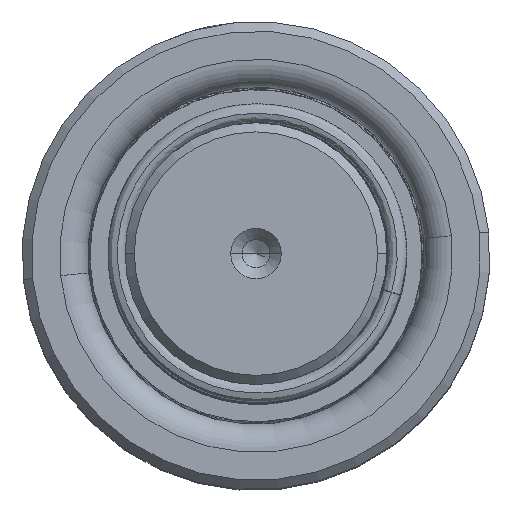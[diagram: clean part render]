
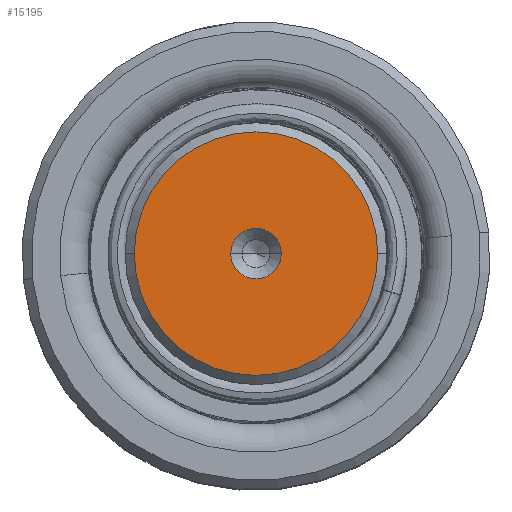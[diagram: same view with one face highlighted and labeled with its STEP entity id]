
A CAD part, top view. The second image highlights one B-rep face of the part: STEP entity #15195.
In plain terms, the highlighted planar face has unit normal (0, 0, 1).
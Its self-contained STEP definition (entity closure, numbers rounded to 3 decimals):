
#999 = FACE_BOUND ( 'NONE', #53446, .T. ) ;
#2344 = ORIENTED_EDGE ( 'NONE', *, *, #50244, .F. ) ;
#3303 = VERTEX_POINT ( 'NONE', #41919 ) ;
#4484 = CARTESIAN_POINT ( 'NONE',  ( 0., 0., 190. ) ) ;
#4989 = DIRECTION ( 'NONE',  ( 0., 0., 1. ) ) ;
#5140 = DIRECTION ( 'NONE',  ( 1., 0., 0. ) ) ;
#6584 = VERTEX_POINT ( 'NONE', #50613 ) ;
#10093 = AXIS2_PLACEMENT_3D ( 'NONE', #38852, #22159, #51206 ) ;
#10733 = EDGE_CURVE ( 'NONE', #3303, #33379, #48654, .T. ) ;
#10850 = AXIS2_PLACEMENT_3D ( 'NONE', #38390, #4989, #21694 ) ;
#11579 = DIRECTION ( 'NONE',  ( 1., 0., 0. ) ) ;
#12917 = CIRCLE ( 'NONE', #28847, 2.7 ) ;
#13649 = EDGE_CURVE ( 'NONE', #6584, #24502, #48526, .T. ) ;
#14547 = CARTESIAN_POINT ( 'NONE',  ( -2.7, 0., 190. ) ) ;
#15195 = ADVANCED_FACE ( 'NONE', ( #999, #17901 ), #46895, .T. ) ;
#16834 = DIRECTION ( 'NONE',  ( 1., 0., 0. ) ) ;
#17901 = FACE_OUTER_BOUND ( 'NONE', #47003, .T. ) ;
#20277 = DIRECTION ( 'NONE',  ( 0., 0., 1. ) ) ;
#20460 = CARTESIAN_POINT ( 'NONE',  ( 0., 0., 190. ) ) ;
#21694 = DIRECTION ( 'NONE',  ( 1., 0., 0. ) ) ;
#22159 = DIRECTION ( 'NONE',  ( 0., 0., 1. ) ) ;
#23962 = CIRCLE ( 'NONE', #10093, 13.012 ) ;
#24502 = VERTEX_POINT ( 'NONE', #14547 ) ;
#28847 = AXIS2_PLACEMENT_3D ( 'NONE', #20460, #20277, #11579 ) ;
#30039 = DIRECTION ( 'NONE',  ( 0., 0., 1. ) ) ;
#30775 = ORIENTED_EDGE ( 'NONE', *, *, #31781, .T. ) ;
#31781 = EDGE_CURVE ( 'NONE', #33379, #3303, #23962, .T. ) ;
#33379 = VERTEX_POINT ( 'NONE', #39123 ) ;
#38390 = CARTESIAN_POINT ( 'NONE',  ( 0., 0., 190. ) ) ;
#38550 = CARTESIAN_POINT ( 'NONE',  ( 0., 0., 190. ) ) ;
#38852 = CARTESIAN_POINT ( 'NONE',  ( 0., 0., 190. ) ) ;
#39123 = CARTESIAN_POINT ( 'NONE',  ( -13.012, 0., 190. ) ) ;
#41919 = CARTESIAN_POINT ( 'NONE',  ( 13.012, 0., 190. ) ) ;
#45853 = DIRECTION ( 'NONE',  ( 0., 0., 1. ) ) ;
#46895 = PLANE ( 'NONE',  #10850 ) ;
#47003 = EDGE_LOOP ( 'NONE', ( #30775, #47616 ) ) ;
#47616 = ORIENTED_EDGE ( 'NONE', *, *, #10733, .T. ) ;
#48526 = CIRCLE ( 'NONE', #53227, 2.7 ) ;
#48654 = CIRCLE ( 'NONE', #51476, 13.012 ) ;
#50244 = EDGE_CURVE ( 'NONE', #24502, #6584, #12917, .T. ) ;
#50457 = ORIENTED_EDGE ( 'NONE', *, *, #13649, .F. ) ;
#50613 = CARTESIAN_POINT ( 'NONE',  ( 2.7, 0., 190. ) ) ;
#51206 = DIRECTION ( 'NONE',  ( 1., 0., 0. ) ) ;
#51476 = AXIS2_PLACEMENT_3D ( 'NONE', #38550, #30039, #5140 ) ;
#53227 = AXIS2_PLACEMENT_3D ( 'NONE', #4484, #45853, #16834 ) ;
#53446 = EDGE_LOOP ( 'NONE', ( #50457, #2344 ) ) ;
